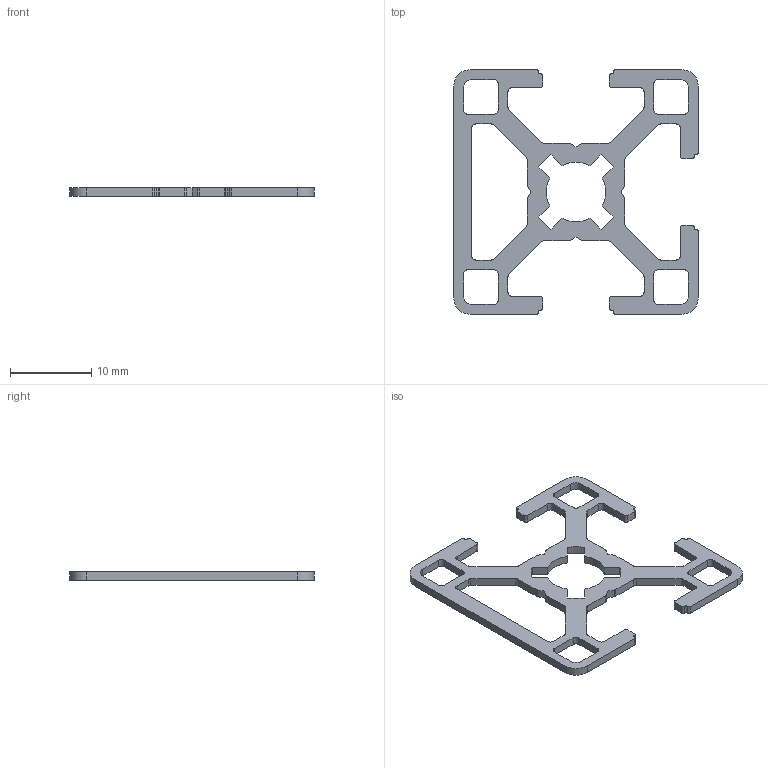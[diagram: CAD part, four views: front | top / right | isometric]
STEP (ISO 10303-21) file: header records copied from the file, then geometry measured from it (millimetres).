
FILE_DESCRIPTION(/* description */ ('BSB Aluminum Profile 30x30N-T'),/* implementation_level */ '2;1');
FILE_NAME(/* name */ '1007537.ipt.stp',/* time_stamp */ '2020-04-01T16:46:20+02:00',/* author */ ('MvD'),/* organization */ (''),/* preprocessor_version */ 'ST-DEVELOPER v16.5',/* originating_system */ 'Autodesk Inventor 2017',/* authorisation */ '');
FILE_SCHEMA (('CONFIG_CONTROL_DESIGN','AUTOMOTIVE_DESIGN { 1 0 10303 214 3 1 1 }'));
Length unit declared in the file: millimetre
Products named in the file (1): 1007537
Bounding box: 30 x 30 x 1 mm (x, y, z)
Volume: 327.4 mm3; surface area: 1002.2 mm2
Topology: 1 solids, 1 shells, 174 faces, 516 edges, 344 vertices
Faces by surface type: plane 90, cylinder 84
Entity records: 5922 total; most frequent: CARTESIAN_POINT 1035, DIRECTION 1034, ORIENTED_EDGE 1032, EDGE_CURVE 516, LINE 348, VECTOR 348, VERTEX_POINT 344, AXIS2_PLACEMENT_3D 343
